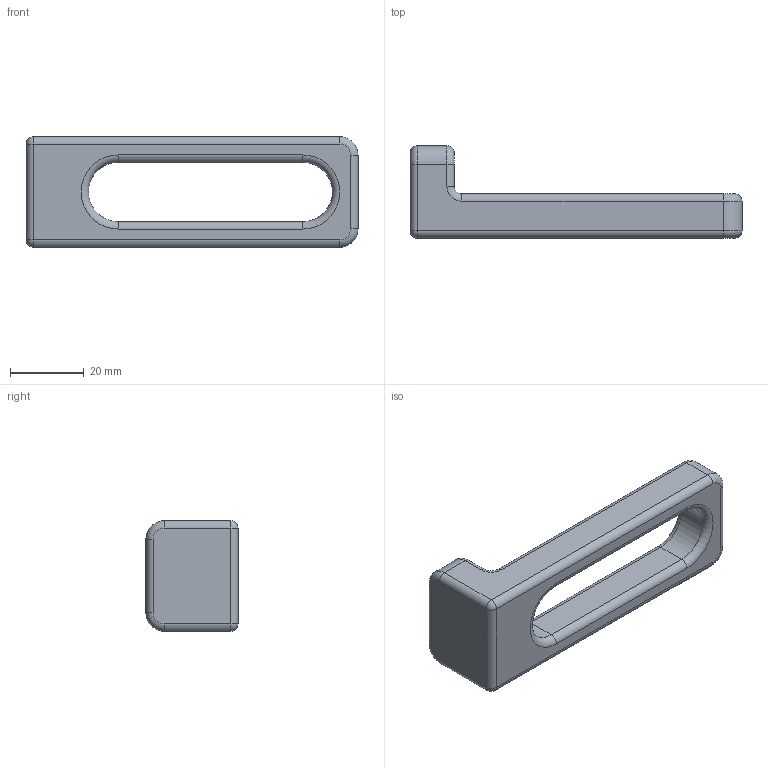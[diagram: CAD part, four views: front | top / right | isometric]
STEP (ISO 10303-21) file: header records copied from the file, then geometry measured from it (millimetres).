
FILE_DESCRIPTION (( 'STEP AP203' ), '1' );
FILE_NAME ('160108_90L.step', '2014-08-08T10:20:33', ( 'User' ), ( '' ), 'SwSTEP 2.0', 'SolidWorks 2014', '' );
FILE_SCHEMA (( 'CONFIG_CONTROL_DESIGN' ));
Length unit declared in the file: millimetre
Products named in the file (1): 160108_90L
Bounding box: 90 x 25 x 30 mm (x, y, z)
Volume: 24022 mm3; surface area: 8266.9 mm2
Topology: 1 solids, 1 shells, 52 faces, 118 edges, 66 vertices
Faces by surface type: cylinder 25, torus 15, plane 10, sphere 2
Entity records: 1516 total; most frequent: DIRECTION 289, CARTESIAN_POINT 235, ORIENTED_EDGE 232, AXIS2_PLACEMENT_3D 120, EDGE_CURVE 116, CIRCLE 67, VERTEX_POINT 66, EDGE_LOOP 54
